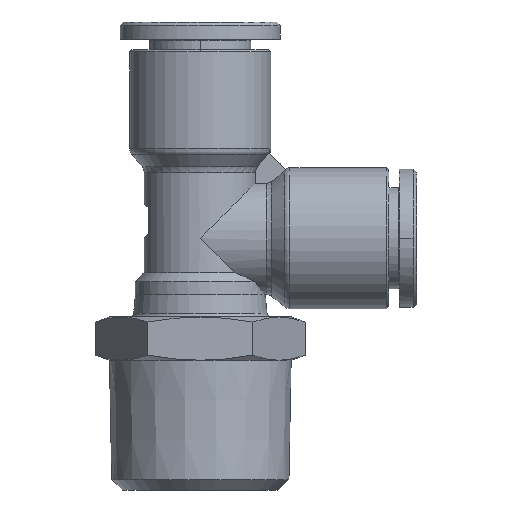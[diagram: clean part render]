
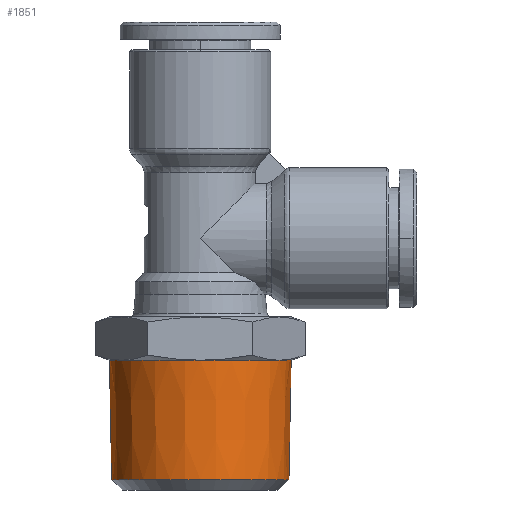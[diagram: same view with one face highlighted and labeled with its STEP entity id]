
A CAD part, front view. The second image highlights one B-rep face of the part: STEP entity #1851.
In plain terms, the highlighted conical face has half-angle 1.06 degrees and reference radius 10.361 mm.
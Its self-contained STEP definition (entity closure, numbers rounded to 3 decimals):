
#1598=CARTESIAN_POINT('',(1.267,0.,-14.1));
#1599=VERTEX_POINT('',#1598);
#1640=CARTESIAN_POINT('',(-19.733,0.,-14.1));
#1641=VERTEX_POINT('',#1640);
#1787=CARTESIAN_POINT('',(-9.233,0.,-21.6));
#1788=DIRECTION('',(0.,0.,1.0));
#1789=DIRECTION('',(1.0,0.0,0.0));
#1790=AXIS2_PLACEMENT_3D('',#1787,#1788,#1789);
#1791=CONICAL_SURFACE('',#1790,10.361,1.06);
#1792=CARTESIAN_POINT('',(1.011,0.,-27.9));
#1793=VERTEX_POINT('',#1792);
#1794=CARTESIAN_POINT('',(1.267,0.,-14.1));
#1795=DIRECTION('',(-0.018,0.,-1.));
#1796=VECTOR('',#1795,13.803);
#1797=LINE('',#1794,#1796);
#1798=EDGE_CURVE('',#1599,#1793,#1797,.T.);
#1799=ORIENTED_EDGE('',*,*,#1798,.F.);
#1800=CARTESIAN_POINT('',(-0.14,-5.25,-14.1));
#1801=VERTEX_POINT('',#1800);
#1802=CARTESIAN_POINT('',(-9.233,0.,-14.1));
#1803=DIRECTION('',(0.0,0.0,-1.0));
#1804=DIRECTION('',(1.0,0.0,0.0));
#1805=AXIS2_PLACEMENT_3D('',#1802,#1803,#1804);
#1806=CIRCLE('',#1805,10.5);
#1807=EDGE_CURVE('',#1599,#1801,#1806,.T.);
#1808=ORIENTED_EDGE('',*,*,#1807,.T.);
#1809=CARTESIAN_POINT('',(-9.233,-10.5,-14.1));
#1810=VERTEX_POINT('',#1809);
#1811=CARTESIAN_POINT('',(-9.233,0.,-14.1));
#1812=DIRECTION('',(0.0,0.0,-1.0));
#1813=DIRECTION('',(1.0,0.0,0.0));
#1814=AXIS2_PLACEMENT_3D('',#1811,#1812,#1813);
#1815=CIRCLE('',#1814,10.5);
#1816=EDGE_CURVE('',#1801,#1810,#1815,.T.);
#1817=ORIENTED_EDGE('',*,*,#1816,.T.);
#1818=CARTESIAN_POINT('',(-18.326,-5.25,-14.1));
#1819=VERTEX_POINT('',#1818);
#1820=CARTESIAN_POINT('',(-9.233,0.,-14.1));
#1821=DIRECTION('',(0.0,0.0,-1.0));
#1822=DIRECTION('',(1.0,0.0,0.0));
#1823=AXIS2_PLACEMENT_3D('',#1820,#1821,#1822);
#1824=CIRCLE('',#1823,10.5);
#1825=EDGE_CURVE('',#1810,#1819,#1824,.T.);
#1826=ORIENTED_EDGE('',*,*,#1825,.T.);
#1827=CARTESIAN_POINT('',(-9.233,0.,-14.1));
#1828=DIRECTION('',(0.0,0.0,-1.0));
#1829=DIRECTION('',(1.0,0.0,0.0));
#1830=AXIS2_PLACEMENT_3D('',#1827,#1828,#1829);
#1831=CIRCLE('',#1830,10.5);
#1832=EDGE_CURVE('',#1819,#1641,#1831,.T.);
#1833=ORIENTED_EDGE('',*,*,#1832,.T.);
#1834=CARTESIAN_POINT('',(-19.478,0.,-27.9));
#1835=VERTEX_POINT('',#1834);
#1836=CARTESIAN_POINT('',(-19.478,0.,-27.9));
#1837=DIRECTION('',(-0.018,0.,1.));
#1838=VECTOR('',#1837,13.803);
#1839=LINE('',#1836,#1838);
#1840=EDGE_CURVE('',#1835,#1641,#1839,.T.);
#1841=ORIENTED_EDGE('',*,*,#1840,.F.);
#1842=CARTESIAN_POINT('',(-9.233,0.,-27.9));
#1843=DIRECTION('',(0.0,0.0,-1.0));
#1844=DIRECTION('',(-1.0,0.0,0.0));
#1845=AXIS2_PLACEMENT_3D('',#1842,#1843,#1844);
#1846=CIRCLE('',#1845,10.245);
#1847=EDGE_CURVE('',#1793,#1835,#1846,.T.);
#1848=ORIENTED_EDGE('',*,*,#1847,.F.);
#1849=EDGE_LOOP('',(#1799,#1808,#1817,#1826,#1833,#1841,#1848));
#1850=FACE_OUTER_BOUND('',#1849,.T.);
#1851=ADVANCED_FACE('',(#1850),#1791,.T.);
